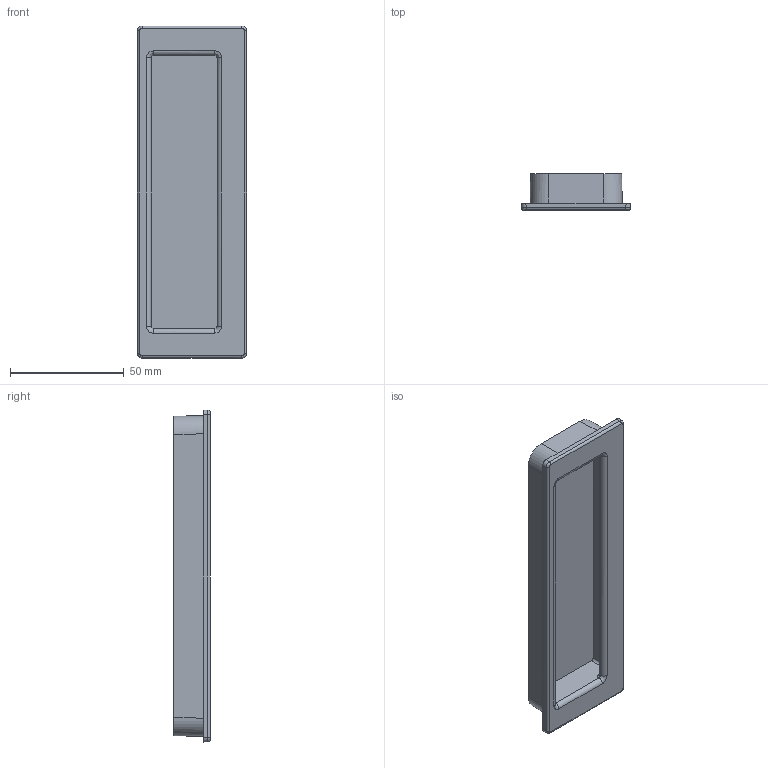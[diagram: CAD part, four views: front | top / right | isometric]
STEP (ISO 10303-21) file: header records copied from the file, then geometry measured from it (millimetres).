
FILE_DESCRIPTION(('Creo Elements/Direct Modeling STEP Export'),'2;1');
FILE_NAME('2382-146.stp','2022-10-17T13:08:39',(''),(''),'Creo Elements/Direct Modeling STEP processor for AP214 (Solid Model)','Creo Elements/Direct Modeling 20.0 12-Nov-2016 (C) Parametric Technology GmbH','');
FILE_SCHEMA(('AUTOMOTIVE_DESIGN { 1 0 10303 214 1 1 1 1 }'));
Length unit declared in the file: millimetre
Products named in the file (3): Muschel; Boden; DIV-11780
Assembly tree (2 placements, depth 2):
  DIV-11780
    Boden
    Muschel
Bounding box: 48 x 16 x 146 mm (x, y, z)
Volume: 24945.4 mm3; surface area: 30053.9 mm2
Topology: 2 solids, 2 shells, 132 faces, 330 edges, 208 vertices
Faces by surface type: cylinder 54, plane 46, bspline 20, cone 12
Entity records: 6323 total; most frequent: CARTESIAN_POINT 3347, ORIENTED_EDGE 652, DIRECTION 518, EDGE_CURVE 326, VERTEX_POINT 208, AXIS2_PLACEMENT_3D 179, VECTOR 160, LINE 160
